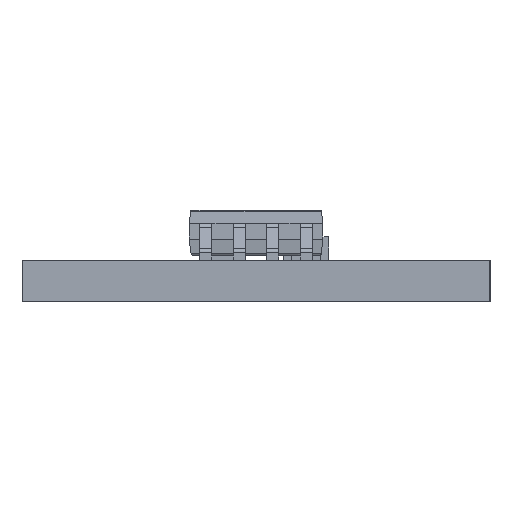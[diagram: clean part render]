
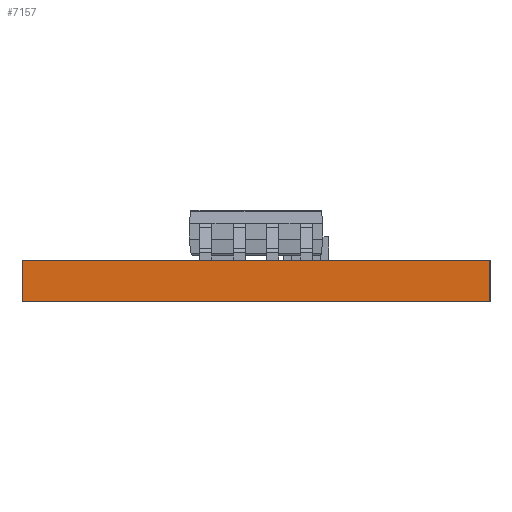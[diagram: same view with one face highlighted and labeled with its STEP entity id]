
A CAD part, left-side view. The second image highlights one B-rep face of the part: STEP entity #7157.
In plain terms, the highlighted planar face has unit normal (-1, 0, 0).
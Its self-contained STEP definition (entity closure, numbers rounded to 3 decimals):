
#4590 = ORIENTED_EDGE ( 'NONE', *, *, #29063, .F. ) ;
#4668 = DIRECTION ( 'NONE',  ( 1., 0., 0. ) ) ;
#6119 = VECTOR ( 'NONE', #34438, 1000. ) ;
#6354 = ORIENTED_EDGE ( 'NONE', *, *, #27513, .F. ) ;
#7157 = ADVANCED_FACE ( 'NONE', ( #28753 ), #10400, .F. ) ;
#7788 = CARTESIAN_POINT ( 'NONE',  ( 0., 0., 1.575 ) ) ;
#7891 = DIRECTION ( 'NONE',  ( 0., 0., -1. ) ) ;
#8204 = LINE ( 'NONE', #31301, #23510 ) ;
#9859 = VECTOR ( 'NONE', #32722, 1000. ) ;
#10209 = CARTESIAN_POINT ( 'NONE',  ( 0., 0., 1.575 ) ) ;
#10400 = PLANE ( 'NONE',  #12800 ) ;
#12800 = AXIS2_PLACEMENT_3D ( 'NONE', #7788, #4668, #7891 ) ;
#13049 = DIRECTION ( 'NONE',  ( 0., 0., -1. ) ) ;
#13542 = CARTESIAN_POINT ( 'NONE',  ( 0., 0., 1.575 ) ) ;
#13946 = LINE ( 'NONE', #10209, #34374 ) ;
#14190 = CARTESIAN_POINT ( 'NONE',  ( 0., 17.78, 0. ) ) ;
#15060 = DIRECTION ( 'NONE',  ( 0., -1., 0. ) ) ;
#15442 = CARTESIAN_POINT ( 'NONE',  ( 0., 0., 1.575 ) ) ;
#17064 = VERTEX_POINT ( 'NONE', #25721 ) ;
#18789 = VERTEX_POINT ( 'NONE', #14190 ) ;
#19013 = ORIENTED_EDGE ( 'NONE', *, *, #25397, .T. ) ;
#20111 = ORIENTED_EDGE ( 'NONE', *, *, #22010, .T. ) ;
#21713 = VERTEX_POINT ( 'NONE', #22840 ) ;
#22010 = EDGE_CURVE ( 'NONE', #21713, #18789, #24302, .T. ) ;
#22840 = CARTESIAN_POINT ( 'NONE',  ( 0., 17.78, 1.575 ) ) ;
#23201 = EDGE_LOOP ( 'NONE', ( #19013, #4590, #6354, #20111 ) ) ;
#23510 = VECTOR ( 'NONE', #15060, 1000. ) ;
#24302 = LINE ( 'NONE', #32495, #9859 ) ;
#24840 = LINE ( 'NONE', #15442, #6119 ) ;
#25397 = EDGE_CURVE ( 'NONE', #18789, #17064, #8204, .T. ) ;
#25721 = CARTESIAN_POINT ( 'NONE',  ( 0., 0., 0. ) ) ;
#27513 = EDGE_CURVE ( 'NONE', #21713, #32013, #24840, .T. ) ;
#28753 = FACE_OUTER_BOUND ( 'NONE', #23201, .T. ) ;
#29063 = EDGE_CURVE ( 'NONE', #32013, #17064, #13946, .T. ) ;
#31301 = CARTESIAN_POINT ( 'NONE',  ( 0., 0., 0. ) ) ;
#32013 = VERTEX_POINT ( 'NONE', #13542 ) ;
#32495 = CARTESIAN_POINT ( 'NONE',  ( 0., 17.78, 1.575 ) ) ;
#32722 = DIRECTION ( 'NONE',  ( 0., 0., -1. ) ) ;
#34374 = VECTOR ( 'NONE', #13049, 1000. ) ;
#34438 = DIRECTION ( 'NONE',  ( 0., -1., 0. ) ) ;
